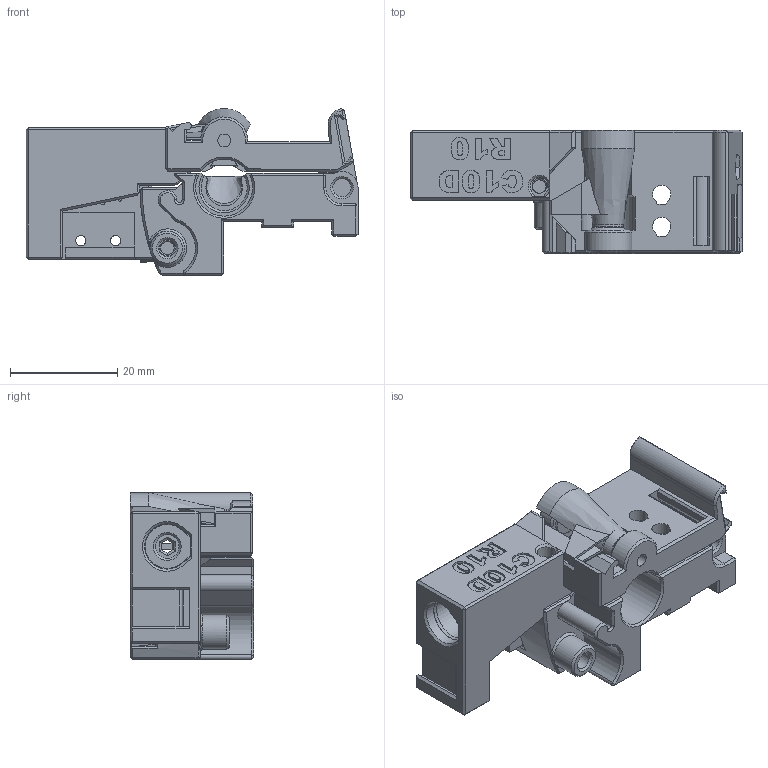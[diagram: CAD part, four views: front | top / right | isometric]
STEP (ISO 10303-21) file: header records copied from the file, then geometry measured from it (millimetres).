
FILE_DESCRIPTION(/* description */ (''),/* implementation_level */ '2;1');
FILE_NAME(/* name */ 'Filament Block C10D v26.step',/* time_stamp */ '2025-08-04T21:16:30-04:00',/* author */ (''),/* organization */ (''),/* preprocessor_version */ 'ST-DEVELOPER v20.1',/* originating_system */ 'Autodesk Translation Framework v14.10.0.0',/* authorisation */ '');
FILE_SCHEMA (('AUTOMOTIVE_DESIGN { 1 0 10303 214 3 1 1 }'));
Length unit declared in the file: millimetre
Products named in the file (1): Filament Block C10D
Bounding box: 62 x 23.05 x 31.17 mm (x, y, z)
Volume: 17947.9 mm3; surface area: 13264.3 mm2
Topology: 8 solids, 10 shells, 1198 faces, 3138 edges, 1993 vertices
Faces by surface type: plane 729, bspline 258, cylinder 147, cone 63, torus 1
Full cylindrical faces by diameter (mm): 1.9 x2, 2.4 x1, 2.5 x1, 2.529 x8, 3.086 x3, 3.2 x1, 3.3 x2, 3.4 x1, 4.4 x1, 5.75 x1, 5.9 x1, 6.4 x1
Entity records: 45313 total; most frequent: CARTESIAN_POINT 17776, ORIENTED_EDGE 6278, DIRECTION 4685, EDGE_CURVE 3139, LINE 2029, VECTOR 2029, VERTEX_POINT 1993, AXIS2_PLACEMENT_3D 1328
